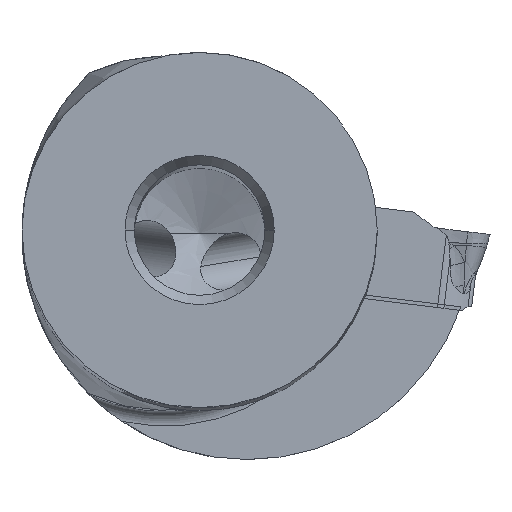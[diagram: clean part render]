
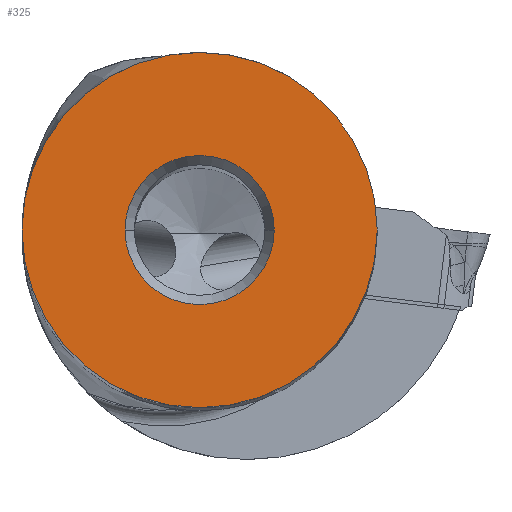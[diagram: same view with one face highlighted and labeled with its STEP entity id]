
A CAD part, top view. The second image highlights one B-rep face of the part: STEP entity #325.
In plain terms, the highlighted planar face has unit normal (0, 0, 1).
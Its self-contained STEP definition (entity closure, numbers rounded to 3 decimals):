
#42=FACE_BOUND('',#723,.T.);
#43=FACE_BOUND('',#724,.T.);
#325=ADVANCED_FACE('',(#42,#43),#421,.T.);
#421=PLANE('',#3589);
#723=EDGE_LOOP('',(#1441,#1442));
#724=EDGE_LOOP('',(#1443,#1444));
#1441=ORIENTED_EDGE('',*,*,#2462,.F.);
#1442=ORIENTED_EDGE('',*,*,#2457,.F.);
#1443=ORIENTED_EDGE('',*,*,#2463,.F.);
#1444=ORIENTED_EDGE('',*,*,#2464,.F.);
#2020=VERTEX_POINT('',#9601);
#2021=VERTEX_POINT('',#9603);
#2026=VERTEX_POINT('',#9616);
#2027=VERTEX_POINT('',#9617);
#2457=EDGE_CURVE('',#2021,#2020,#2910,.T.);
#2462=EDGE_CURVE('',#2020,#2021,#2911,.T.);
#2463=EDGE_CURVE('',#2026,#2027,#2912,.T.);
#2464=EDGE_CURVE('',#2027,#2026,#2913,.T.);
#2910=CIRCLE('',#3582,9.525);
#2911=CIRCLE('',#3586,9.525);
#2912=CIRCLE('',#3587,4.);
#2913=CIRCLE('',#3588,4.);
#3582=AXIS2_PLACEMENT_3D('',#9604,#4093,#4094);
#3586=AXIS2_PLACEMENT_3D('',#9614,#4103,#4104);
#3587=AXIS2_PLACEMENT_3D('',#9615,#4105,#4106);
#3588=AXIS2_PLACEMENT_3D('',#9618,#4107,#4108);
#3589=AXIS2_PLACEMENT_3D('',#9619,#4109,#4110);
#4093=DIRECTION('',(0.,0.,-1.));
#4094=DIRECTION('',(1.,0.,0.));
#4103=DIRECTION('',(0.,0.,-1.));
#4104=DIRECTION('',(-1.,0.,0.));
#4105=DIRECTION('',(0.,0.,1.));
#4106=DIRECTION('',(-1.,0.,0.));
#4107=DIRECTION('',(0.,0.,1.));
#4108=DIRECTION('',(1.,0.,0.));
#4109=DIRECTION('',(0.,0.,1.));
#4110=DIRECTION('',(1.,0.,0.));
#9601=CARTESIAN_POINT('',(-9.525,0.,0.));
#9603=CARTESIAN_POINT('',(9.525,0.,0.));
#9604=CARTESIAN_POINT('',(0.,0.,0.));
#9614=CARTESIAN_POINT('',(0.,0.,0.));
#9615=CARTESIAN_POINT('',(0.,0.,0.));
#9616=CARTESIAN_POINT('',(-4.,0.,0.));
#9617=CARTESIAN_POINT('',(4.,0.,0.));
#9618=CARTESIAN_POINT('',(0.,0.,0.));
#9619=CARTESIAN_POINT('',(0.,0.,0.));
